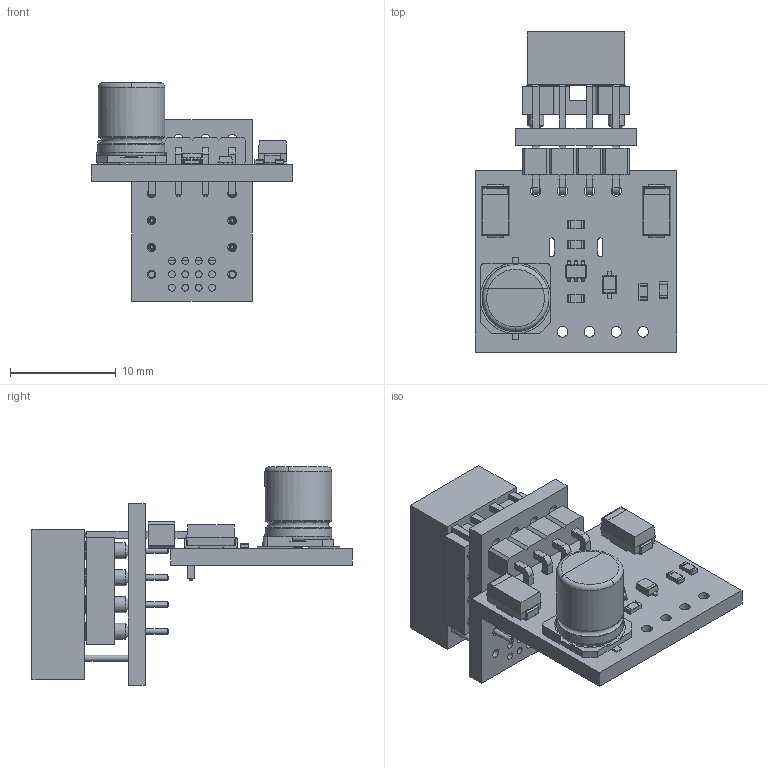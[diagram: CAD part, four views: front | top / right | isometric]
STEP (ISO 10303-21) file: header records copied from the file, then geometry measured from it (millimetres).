
FILE_DESCRIPTION(('FreeCAD Model'),'2;1');
FILE_NAME( 'K1_DIP_8_W762mm_Socket_sp_5C78A612_sp_sp.step', '2019-02-18T13:40:28',('kicad StepUp'),('ksu MCAD'), 'Open CASCADE STEP processor 7.2','FreeCAD','Unknown');
FILE_SCHEMA(('AUTOMOTIVE_DESIGN { 1 0 10303 214 1 1 1 1 }'));
Length unit declared in the file: millimetre
Products named in the file (1): K1_DIP_8_W762mm_Socket_sp_5C78A612_sp_sp
Bounding box: 19.05 x 30.25 x 20.63 mm (x, y, z)
Volume: 2052.9 mm3; surface area: 2936.1 mm2
Topology: 12 solids, 12 shells, 730 faces, 1812 edges, 1153 vertices
Faces by surface type: plane 461, cylinder 178, bspline 62, cone 24, torus 4, revolution 1
Full cylindrical faces by diameter (mm): 0.508 x8, 0.6 x18, 0.65 x12, 0.8 x10, 1 x12, 1.524 x8, 1.724 x8, 6.3 x2
Entity records: 26809 total; most frequent: CARTESIAN_POINT 4181, ORIENTED_EDGE 3624, DIRECTION 3462, EDGE_CURVE 1812, LINE 1309, VECTOR 1309, VERTEX_POINT 1153, AXIS2_PLACEMENT_3D 1076
